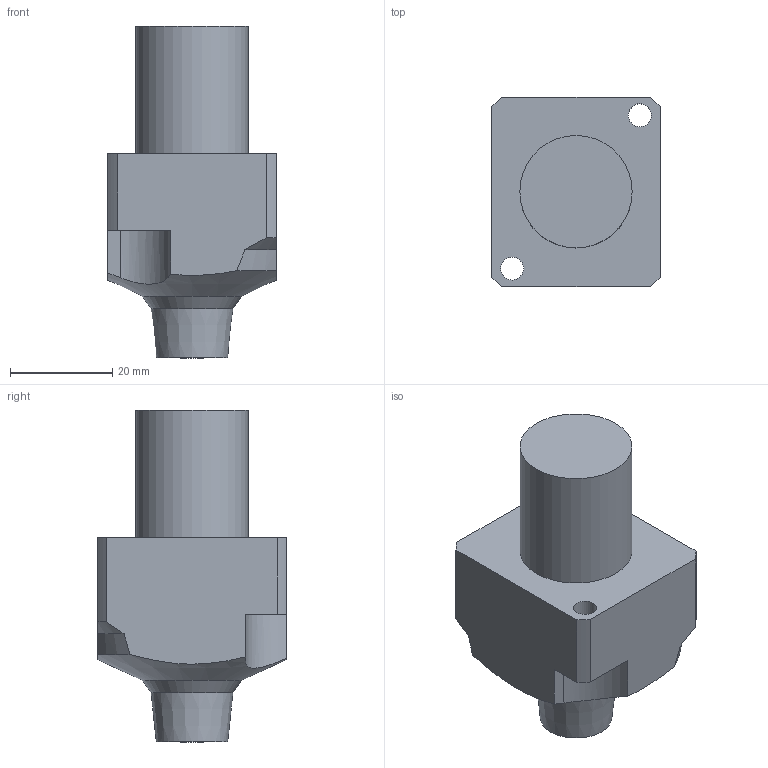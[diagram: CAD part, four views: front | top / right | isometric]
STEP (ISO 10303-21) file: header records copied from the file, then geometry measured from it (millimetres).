
FILE_DESCRIPTION((''),'1');
FILE_NAME('SL22R-HDC4-40.stp','2020-04-07T05:23:07',(''),(''),'Spatial Interop R21 SP3','Kubotek KeyCreator 2011 V10.0.2 (22737)',' ');
FILE_SCHEMA(('automotive_design'));
Length unit declared in the file: millimetre
Products named in the file (1): Unnamed[1]
Bounding box: 33 x 37 x 65 mm (x, y, z)
Volume: 40680.8 mm3; surface area: 8787.8 mm2
Topology: 1 solids, 1 shells, 31 faces, 78 edges, 52 vertices
Faces by surface type: plane 13, cylinder 11, cone 7
Full cylindrical faces by diameter (mm): 4 x1, 4.5 x3, 22 x1
Entity records: 1643 total; most frequent: CARTESIAN_POINT 222, DIRECTION 142, ORIENTED_EDGE 134, PRESENTATION_STYLE_ASSIGNMENT 131, COLOUR_RGB 131, STYLED_ITEM 99, CURVE_STYLE 99, DRAUGHTING_PRE_DEFINED_CURVE_FONT 99
